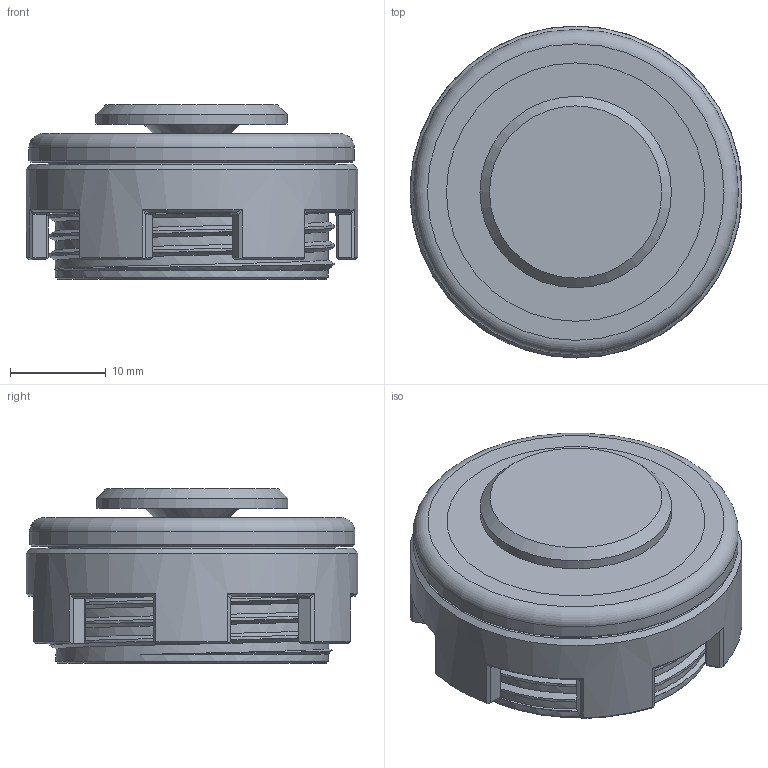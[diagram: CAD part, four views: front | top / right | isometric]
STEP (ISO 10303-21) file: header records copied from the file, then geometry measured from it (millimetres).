
FILE_DESCRIPTION(/* description */ (''),/* implementation_level */ '2;1');
FILE_NAME(/* name */ 'OSBMX v2 v33.step',/* time_stamp */ '2025-04-30T20:05:41-04:00',/* author */ (''),/* organization */ (''),/* preprocessor_version */ 'ST-DEVELOPER v20.1',/* originating_system */ 'Autodesk Translation Framework v14.4.0.0',/* authorisation */ '');
FILE_SCHEMA (('AUTOMOTIVE_DESIGN { 1 0 10303 214 3 1 1 }'));
Length unit declared in the file: millimetre
Products named in the file (7): cherry mx v28; EasyEDA PCB Model~nx7u; Board~nx7u; TopSilkscreen~nx7u; BottomSilkscreen~nx7u; CN1~CONN-SMD_B5B-ZR-SM4-TFT~CONN-SMD_B5B-ZR-SM4-TFT~nx7u; CONN-SMD_B5B-ZR-SM4-TFT~CONN-SMD_B5B-ZR-SM4-TFT~nx7u
Assembly tree (6 placements, depth 4):
  cherry mx v28
    EasyEDA PCB Model~nx7u
      Board~nx7u
      TopSilkscreen~nx7u
      BottomSilkscreen~nx7u
      CN1~CONN-SMD_B5B-ZR-SM4-TFT~CONN-SMD_B5B-ZR-SM4-TFT~nx7u
        CONN-SMD_B5B-ZR-SM4-TFT~CONN-SMD_B5B-ZR-SM4-TFT~nx7u
Bounding box: 34.68 x 34.68 x 18.2 mm (x, y, z)
Volume: 7879 mm3; surface area: 10459.9 mm2
Topology: 22 solids, 81 shells, 751 faces, 3389 edges, 2764 vertices
Faces by surface type: plane 493, cylinder 96, bspline 90, cone 64, torus 6, sphere 2
Full cylindrical faces by diameter (mm): 0.05 x15, 0.9 x8, 1.6 x2, 1.8 x4, 2.05 x4, 6 x1, 13 x1, 20 x1, 24.5 x1, 25.975 x1, 26.5 x2, 27 x2, 28.5 x5, 29.07 x1, 29.822 x4, 30 x2, 30.418 x2, 30.5 x1, 31 x2, 34 x1, 34.68 x1
Entity records: 39187 total; most frequent: CARTESIAN_POINT 11144, DIRECTION 5428, ORIENTED_EDGE 5193, EDGE_CURVE 3389, VERTEX_POINT 2764, LINE 2208, VECTOR 2208, AXIS2_PLACEMENT_3D 1610
